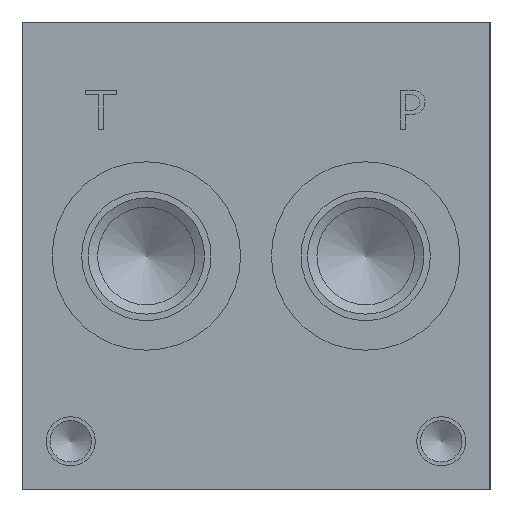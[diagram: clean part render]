
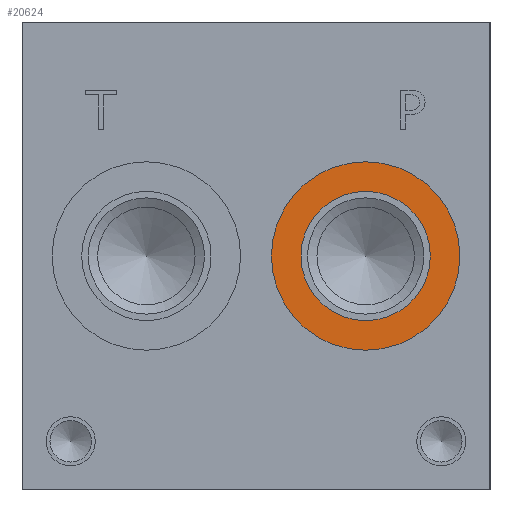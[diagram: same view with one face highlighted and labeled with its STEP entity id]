
A CAD part, left-side view. The second image highlights one B-rep face of the part: STEP entity #20624.
In plain terms, the highlighted planar face has unit normal (-1, 0, 0).
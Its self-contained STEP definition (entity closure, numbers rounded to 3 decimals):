
#865=CIRCLE('',#21788,15.342);
#866=CIRCLE('',#21789,15.342);
#867=CIRCLE('',#21791,10.528);
#868=CIRCLE('',#21792,10.528);
#1894=FACE_BOUND('',#4083,.T.);
#2858=FACE_OUTER_BOUND('',#4082,.T.);
#4082=EDGE_LOOP('',(#17344,#17345));
#4083=EDGE_LOOP('',(#17346,#17347));
#9397=VERTEX_POINT('',#35089);
#9398=VERTEX_POINT('',#35091);
#9399=VERTEX_POINT('',#35095);
#9400=VERTEX_POINT('',#35096);
#12178=EDGE_CURVE('',#9397,#9398,#865,.T.);
#12179=EDGE_CURVE('',#9398,#9397,#866,.T.);
#12180=EDGE_CURVE('',#9399,#9400,#867,.T.);
#12181=EDGE_CURVE('',#9400,#9399,#868,.T.);
#17344=ORIENTED_EDGE('',*,*,#12179,.F.);
#17345=ORIENTED_EDGE('',*,*,#12178,.F.);
#17346=ORIENTED_EDGE('',*,*,#12180,.T.);
#17347=ORIENTED_EDGE('',*,*,#12181,.T.);
#19067=PLANE('',#21790);
#20624=ADVANCED_FACE('',(#2858,#1894),#19067,.F.);
#21788=AXIS2_PLACEMENT_3D('',#35092,#25786,#25787);
#21789=AXIS2_PLACEMENT_3D('',#35093,#25788,#25789);
#21790=AXIS2_PLACEMENT_3D('',#35094,#25790,#25791);
#21791=AXIS2_PLACEMENT_3D('',#35097,#25792,#25793);
#21792=AXIS2_PLACEMENT_3D('',#35098,#25794,#25795);
#25786=DIRECTION('center_axis',(1.,0.,0.));
#25787=DIRECTION('ref_axis',(0.,0.,-1.));
#25788=DIRECTION('center_axis',(1.,0.,0.));
#25789=DIRECTION('ref_axis',(0.,0.,-1.));
#25790=DIRECTION('center_axis',(1.,0.,0.));
#25791=DIRECTION('ref_axis',(0.,0.,-1.));
#25792=DIRECTION('center_axis',(1.,0.,0.));
#25793=DIRECTION('ref_axis',(0.,0.,-1.));
#25794=DIRECTION('center_axis',(1.,0.,0.));
#25795=DIRECTION('ref_axis',(0.,0.,-1.));
#35089=CARTESIAN_POINT('',(0.787,20.244,22.758));
#35091=CARTESIAN_POINT('',(0.787,20.244,53.442));
#35092=CARTESIAN_POINT('Origin',(0.787,20.244,38.1));
#35093=CARTESIAN_POINT('Origin',(0.787,20.244,38.1));
#35094=CARTESIAN_POINT('Origin',(0.787,20.244,48.628));
#35095=CARTESIAN_POINT('',(0.787,20.244,48.628));
#35096=CARTESIAN_POINT('',(0.787,20.244,27.572));
#35097=CARTESIAN_POINT('Origin',(0.787,20.244,38.1));
#35098=CARTESIAN_POINT('Origin',(0.787,20.244,38.1));
